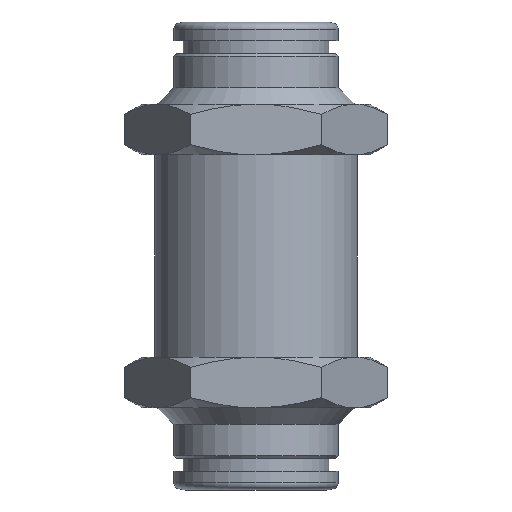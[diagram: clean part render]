
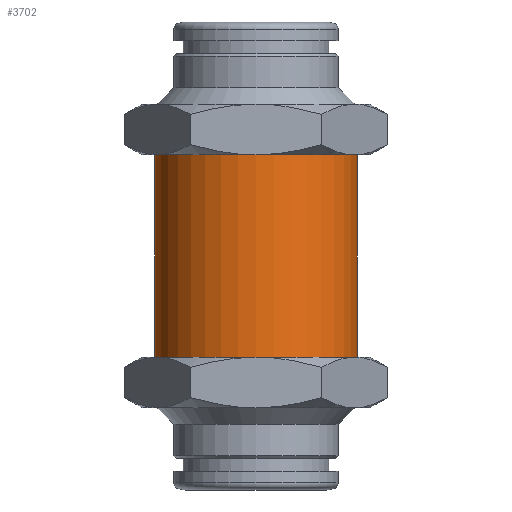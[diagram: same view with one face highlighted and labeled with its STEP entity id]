
A CAD part, front view. The second image highlights one B-rep face of the part: STEP entity #3702.
In plain terms, the highlighted cylindrical face has radius 8 mm (diameter 16 mm), a full revolution.
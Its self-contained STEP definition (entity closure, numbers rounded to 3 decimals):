
#1718=ORIENTED_EDGE('',*,*,#2155,.F.);
#1719=ORIENTED_EDGE('',*,*,#2156,.F.);
#1967=CIRCLE('',#3488,8.);
#1968=CIRCLE('',#3489,8.);
#2049=VERTEX_POINT('',#3171);
#2050=VERTEX_POINT('',#3173);
#2155=EDGE_CURVE('',#2049,#2049,#1967,.T.);
#2156=EDGE_CURVE('',#2050,#2050,#1968,.T.);
#2332=EDGE_LOOP('',(#1718));
#2333=EDGE_LOOP('',(#1719));
#2488=FACE_BOUND('',#2332,.T.);
#2489=FACE_BOUND('',#2333,.T.);
#2726=DIRECTION('',(0.,-1.,0.));
#2727=DIRECTION('',(0.,0.,1.));
#2728=DIRECTION('',(0.,1.,0.));
#2729=DIRECTION('',(0.,0.,-8.));
#2730=DIRECTION('',(0.,-1.,0.));
#2731=DIRECTION('',(0.,0.,-8.));
#3170=CARTESIAN_POINT('',(11.276,32.34,0.));
#3171=CARTESIAN_POINT('',(11.276,30.84,-8.));
#3172=CARTESIAN_POINT('',(11.276,30.84,0.));
#3173=CARTESIAN_POINT('',(11.276,7.24,-8.));
#3174=CARTESIAN_POINT('',(11.276,7.24,0.));
#3487=AXIS2_PLACEMENT_3D('',#3170,#2726,#2727);
#3488=AXIS2_PLACEMENT_3D('',#3172,#2728,#2729);
#3489=AXIS2_PLACEMENT_3D('',#3174,#2730,#2731);
#3659=CYLINDRICAL_SURFACE('',#3487,8.);
#3702=ADVANCED_FACE('',(#2488,#2489),#3659,.T.);
